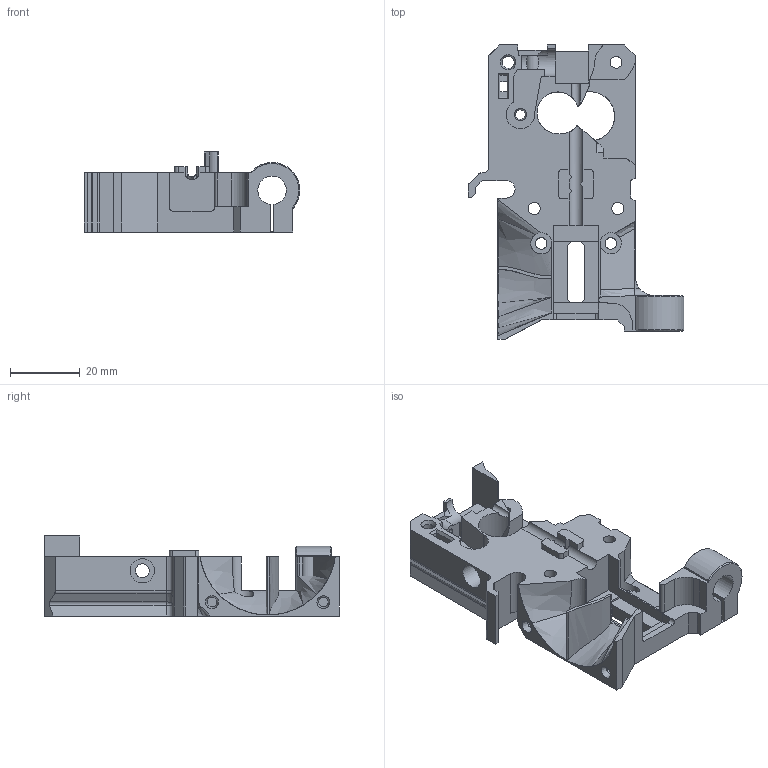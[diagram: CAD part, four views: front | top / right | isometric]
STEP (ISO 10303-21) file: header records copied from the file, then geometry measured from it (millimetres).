
FILE_DESCRIPTION(/* description */ (''),/* implementation_level */ '2;1');
FILE_NAME(/* name */ 'CAD extruder-body.stp',/* time_stamp */ '2021-03-07T11:58:00+01:00',/* author */ ('SH'),/* organization */ (''),/* preprocessor_version */ 'ST-DEVELOPER v17',/* originating_system */ 'Autodesk Inventor 2019',/* authorisation */ '');
FILE_SCHEMA (('AUTOMOTIVE_DESIGN { 1 0 10303 214 3 1 1 }'));
Length unit declared in the file: millimetre
Products named in the file (1): CAD extruder-body
Bounding box: 62 x 84.5 x 23 mm (x, y, z)
Volume: 30620.8 mm3; surface area: 16252.3 mm2
Topology: 1 solids, 1 shells, 377 faces, 1068 edges, 692 vertices
Faces by surface type: plane 268, cylinder 77, bspline 22, cone 8, torus 1, sphere 1
Full cylindrical faces by diameter (mm): 1.7 x1, 2.2 x1, 2.8 x3, 3.3 x2, 3.4 x5, 3.5 x3, 4 x1, 6.1 x2, 6.2 x1, 7 x1
Entity records: 13102 total; most frequent: CARTESIAN_POINT 3217, ORIENTED_EDGE 2132, DIRECTION 1947, EDGE_CURVE 1066, LINE 795, VECTOR 795, VERTEX_POINT 692, AXIS2_PLACEMENT_3D 576
